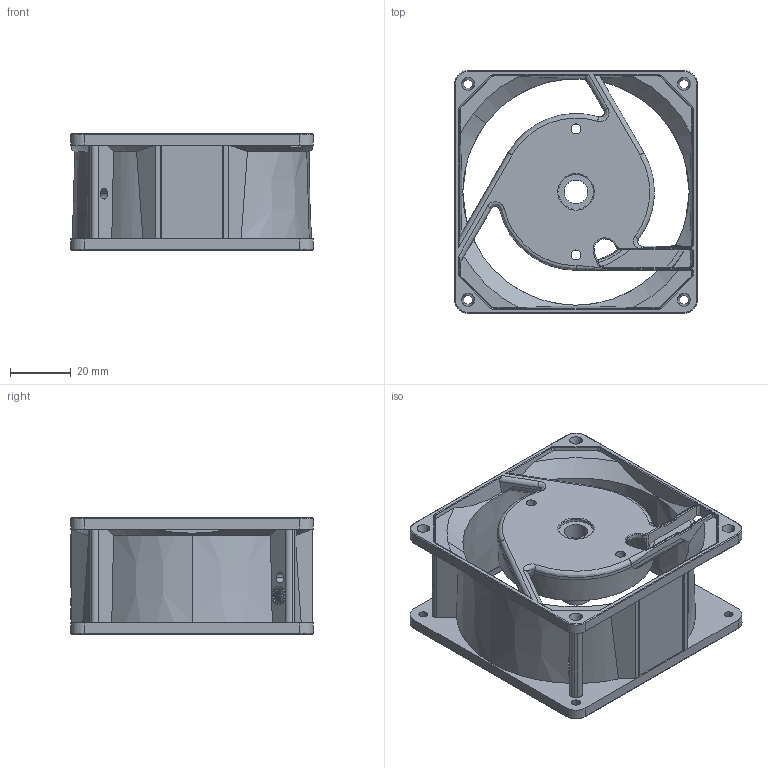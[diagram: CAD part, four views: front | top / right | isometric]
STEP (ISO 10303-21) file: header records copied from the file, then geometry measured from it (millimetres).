
FILE_DESCRIPTION (( 'STEP AP203' ), '1' );
FILE_NAME ('OA80AP_m0_frame.stp', '2023-05-24T14:14:17', ( '' ), ( '' ), 'SwSTEP 2.0', 'SolidWorks 2018', '' );
FILE_SCHEMA (( 'CONFIG_CONTROL_DESIGN' ));
Length unit declared in the file: millimetre
Products named in the file (1): OA80AP_m0_frame
Bounding box: 79.92 x 79.92 x 38.27 mm (x, y, z)
Volume: 32359.3 mm3; surface area: 36583.6 mm2
Topology: 1 solids, 1 shells, 696 faces, 1903 edges, 1243 vertices
Faces by surface type: plane 454, cylinder 123, cone 63, bspline 32, torus 24
Entity records: 25897 total; most frequent: CARTESIAN_POINT 8616, ORIENTED_EDGE 3806, DIRECTION 3268, EDGE_CURVE 1903, VECTOR 1316, LINE 1316, VERTEX_POINT 1243, AXIS2_PLACEMENT_3D 976
